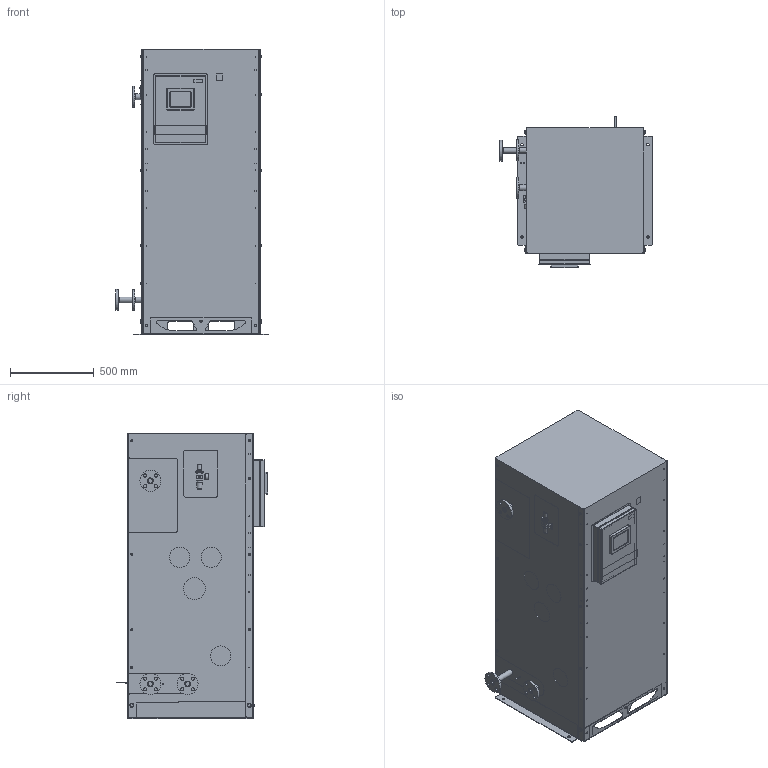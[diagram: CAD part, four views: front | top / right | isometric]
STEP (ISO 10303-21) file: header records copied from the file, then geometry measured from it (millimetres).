
FILE_DESCRIPTION(/* description */ (''),/* implementation_level */ '2;1');
FILE_NAME(/* name */ 'SQ2-AS-M2 外観モデル.stp',/* time_stamp */ '2025-01-16T10:27:11+09:00',/* author */ ('shibuya'),/* organization */ (''),/* preprocessor_version */ 'ST-DEVELOPER v18.1',/* originating_system */ 'Autodesk Inventor 2022',/* authorisation */ '');
FILE_SCHEMA (('AUTOMOTIVE_DESIGN { 1 0 10303 214 3 1 1 }'));
Products named in the file (1): SQ2-AS-M2 外観モデル
Bounding box: 907 x 902.8 x 1700 mm (x, y, z)
Volume: 829609697.4 mm3; surface area: 8267246.2 mm2
Topology: 4 solids, 47 shells, 2968 faces, 7062 edges, 4380 vertices
Faces by surface type: plane 1520, cylinder 713, cone 474, bspline 126, torus 102, sphere 33
Full cylindrical faces by diameter (mm): 4 x2, 4.8 x6, 4.917 x43, 5 x1, 6 x9, 7.1 x12, 10 x3, 10.106 x8, 11.445 x1, 11.5 x17, 12 x18, 12.2 x13, 12.8 x8, 13 x19, 15 x4, 16 x4, 17.5 x1, 18.6 x1, 19 x22, 20 x1, 21.7 x1, 22 x1, 24 x4, 25 x1, 27 x1, 27.2 x3, 32 x1, 34 x3, 34.5 x3, 37.2 x1
Entity records: 94877 total; most frequent: CARTESIAN_POINT 24978, ORIENTED_EDGE 14040, DIRECTION 13758, EDGE_CURVE 7020, AXIS2_PLACEMENT_3D 5051, VERTEX_POINT 4380, LINE 3656, VECTOR 3656
